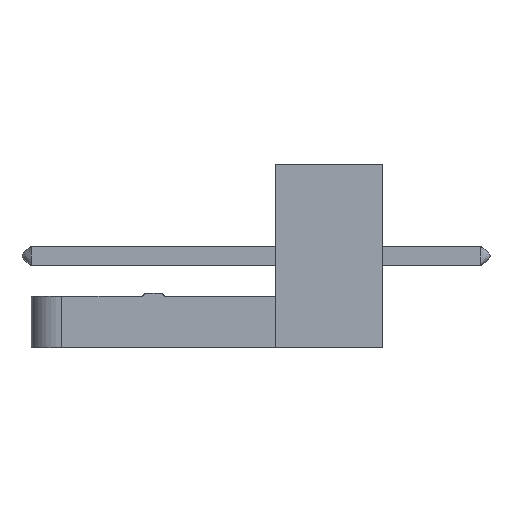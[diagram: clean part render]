
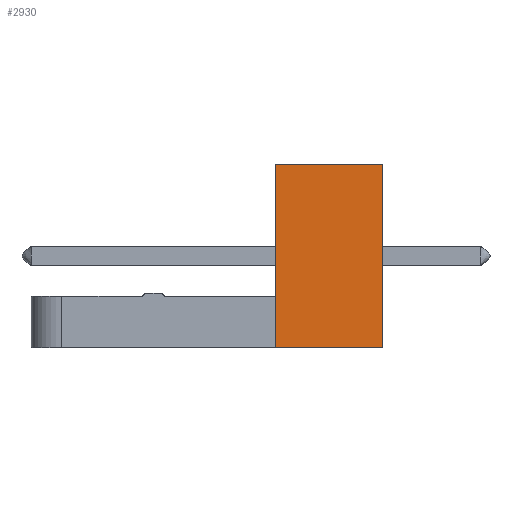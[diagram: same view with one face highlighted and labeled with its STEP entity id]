
A CAD part, left-side view. The second image highlights one B-rep face of the part: STEP entity #2930.
In plain terms, the highlighted planar face has unit normal (-1, 0, 0).
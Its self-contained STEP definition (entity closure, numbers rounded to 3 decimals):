
#57 = DIRECTION ( 'NONE',  ( 0., -1., 0. ) ) ;
#61 = DIRECTION ( 'NONE',  ( 0., 0., -1. ) ) ;
#238 = EDGE_CURVE ( 'NONE', #717, #3759, #3062, .T. ) ;
#248 = CARTESIAN_POINT ( 'NONE',  ( 0., 3.5, -6. ) ) ;
#278 = LINE ( 'NONE', #3351, #1762 ) ;
#331 = CARTESIAN_POINT ( 'NONE',  ( 0., 3.5, 0. ) ) ;
#337 = FACE_OUTER_BOUND ( 'NONE', #3134, .T. ) ;
#375 = PLANE ( 'NONE',  #1673 ) ;
#421 = ORIENTED_EDGE ( 'NONE', *, *, #3659, .T. ) ;
#671 = VERTEX_POINT ( 'NONE', #2996 ) ;
#673 = LINE ( 'NONE', #3435, #1520 ) ;
#717 = VERTEX_POINT ( 'NONE', #331 ) ;
#1090 = ORIENTED_EDGE ( 'NONE', *, *, #2677, .F. ) ;
#1192 = DIRECTION ( 'NONE',  ( 0., -1., 0. ) ) ;
#1520 = VECTOR ( 'NONE', #1192, 1000. ) ;
#1588 = EDGE_CURVE ( 'NONE', #3230, #671, #673, .T. ) ;
#1673 = AXIS2_PLACEMENT_3D ( 'NONE', #3891, #1981, #61 ) ;
#1762 = VECTOR ( 'NONE', #3691, 1000. ) ;
#1981 = DIRECTION ( 'NONE',  ( 1., 0., 0. ) ) ;
#2296 = CARTESIAN_POINT ( 'NONE',  ( 0., 3.5, 0. ) ) ;
#2629 = VECTOR ( 'NONE', #3374, 1000. ) ;
#2677 = EDGE_CURVE ( 'NONE', #3230, #717, #3497, .T. ) ;
#2735 = CARTESIAN_POINT ( 'NONE',  ( 0., 0., 0. ) ) ;
#2930 = ADVANCED_FACE ( 'NONE', ( #337 ), #375, .F. ) ;
#2996 = CARTESIAN_POINT ( 'NONE',  ( 0., 0., -6. ) ) ;
#3062 = LINE ( 'NONE', #2296, #3899 ) ;
#3134 = EDGE_LOOP ( 'NONE', ( #421, #4090, #1090, #3180 ) ) ;
#3180 = ORIENTED_EDGE ( 'NONE', *, *, #1588, .T. ) ;
#3230 = VERTEX_POINT ( 'NONE', #248 ) ;
#3351 = CARTESIAN_POINT ( 'NONE',  ( 0., 0., 0. ) ) ;
#3355 = CARTESIAN_POINT ( 'NONE',  ( 0., 3.5, 0. ) ) ;
#3374 = DIRECTION ( 'NONE',  ( 0., 0., 1. ) ) ;
#3435 = CARTESIAN_POINT ( 'NONE',  ( 0., 3.5, -6. ) ) ;
#3497 = LINE ( 'NONE', #3355, #2629 ) ;
#3659 = EDGE_CURVE ( 'NONE', #671, #3759, #278, .T. ) ;
#3691 = DIRECTION ( 'NONE',  ( 0., 0., 1. ) ) ;
#3759 = VERTEX_POINT ( 'NONE', #2735 ) ;
#3891 = CARTESIAN_POINT ( 'NONE',  ( 0., 3.5, 0. ) ) ;
#3899 = VECTOR ( 'NONE', #57, 1000. ) ;
#4090 = ORIENTED_EDGE ( 'NONE', *, *, #238, .F. ) ;
